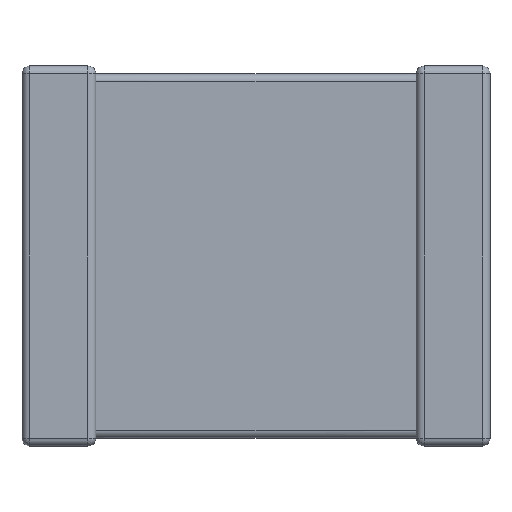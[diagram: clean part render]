
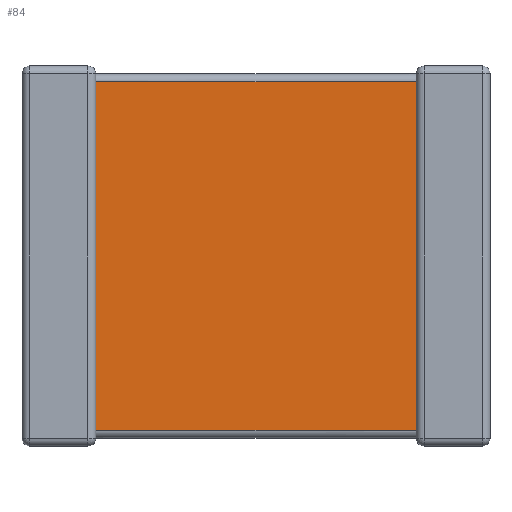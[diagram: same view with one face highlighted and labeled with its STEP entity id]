
A CAD part, front view. The second image highlights one B-rep face of the part: STEP entity #84.
In plain terms, the highlighted planar face has unit normal (0, -1, 0).
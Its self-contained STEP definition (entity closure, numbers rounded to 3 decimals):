
#84 = ADVANCED_FACE ( 'NONE', ( #986 ), #2308, .T. ) ;
#195 = CARTESIAN_POINT ( 'NONE',  ( 5.6, 0.112, -5.4 ) ) ;
#328 = CARTESIAN_POINT ( 'NONE',  ( 5.6, 0.112, -5.175 ) ) ;
#421 = CARTESIAN_POINT ( 'NONE',  ( 1.05, 0.112, -5.4 ) ) ;
#568 = DIRECTION ( 'NONE',  ( 0., 0., 1. ) ) ;
#569 = LINE ( 'NONE', #4315, #4558 ) ;
#680 = EDGE_CURVE ( 'NONE', #2813, #4375, #569, .T. ) ;
#683 = LINE ( 'NONE', #195, #2853 ) ;
#986 = FACE_OUTER_BOUND ( 'NONE', #2206, .T. ) ;
#990 = CARTESIAN_POINT ( 'NONE',  ( 1.05, 0.112, -5.4 ) ) ;
#1159 = VECTOR ( 'NONE', #1344, 1000. ) ;
#1344 = DIRECTION ( 'NONE',  ( 1., 0., 0. ) ) ;
#1439 = LINE ( 'NONE', #328, #1159 ) ;
#1464 = CARTESIAN_POINT ( 'NONE',  ( 1.05, 0.112, -0.225 ) ) ;
#1791 = DIRECTION ( 'NONE',  ( 0., 0., 1. ) ) ;
#1887 = DIRECTION ( 'NONE',  ( -1., 0., 0. ) ) ;
#2206 = EDGE_LOOP ( 'NONE', ( #3448, #4116, #3590, #4361 ) ) ;
#2230 = EDGE_CURVE ( 'NONE', #3263, #4375, #3406, .T. ) ;
#2308 = PLANE ( 'NONE',  #3136 ) ;
#2526 = EDGE_CURVE ( 'NONE', #3263, #2552, #1439, .T. ) ;
#2532 = CARTESIAN_POINT ( 'NONE',  ( 5.6, 0.112, -0.225 ) ) ;
#2552 = VERTEX_POINT ( 'NONE', #2704 ) ;
#2573 = VECTOR ( 'NONE', #1791, 1000. ) ;
#2636 = CARTESIAN_POINT ( 'NONE',  ( 1.05, 0.112, -5.175 ) ) ;
#2704 = CARTESIAN_POINT ( 'NONE',  ( 5.6, 0.112, -5.175 ) ) ;
#2813 = VERTEX_POINT ( 'NONE', #2532 ) ;
#2853 = VECTOR ( 'NONE', #568, 1000. ) ;
#3136 = AXIS2_PLACEMENT_3D ( 'NONE', #990, #3434, #4481 ) ;
#3263 = VERTEX_POINT ( 'NONE', #2636 ) ;
#3273 = EDGE_CURVE ( 'NONE', #2552, #2813, #683, .T. ) ;
#3406 = LINE ( 'NONE', #421, #2573 ) ;
#3434 = DIRECTION ( 'NONE',  ( 0., -1., 0. ) ) ;
#3448 = ORIENTED_EDGE ( 'NONE', *, *, #2230, .F. ) ;
#3590 = ORIENTED_EDGE ( 'NONE', *, *, #3273, .T. ) ;
#4116 = ORIENTED_EDGE ( 'NONE', *, *, #2526, .T. ) ;
#4315 = CARTESIAN_POINT ( 'NONE',  ( 1.05, 0.112, -0.225 ) ) ;
#4361 = ORIENTED_EDGE ( 'NONE', *, *, #680, .T. ) ;
#4375 = VERTEX_POINT ( 'NONE', #1464 ) ;
#4481 = DIRECTION ( 'NONE',  ( 0., 0., -1. ) ) ;
#4558 = VECTOR ( 'NONE', #1887, 1000. ) ;
